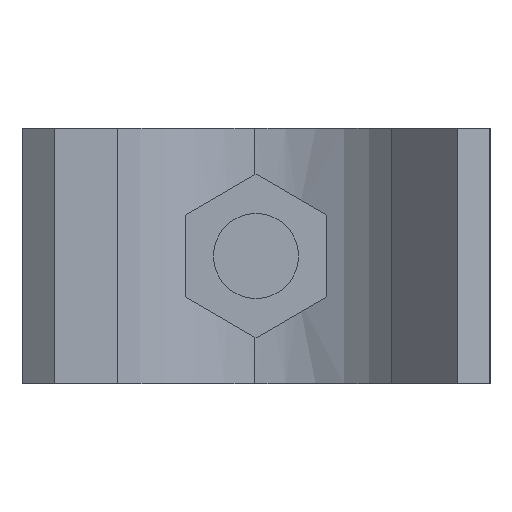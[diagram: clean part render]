
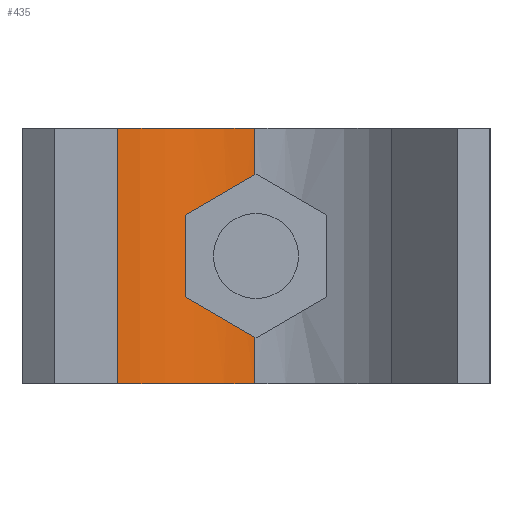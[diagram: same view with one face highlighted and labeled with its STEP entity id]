
A CAD part, left-side view. The second image highlights one B-rep face of the part: STEP entity #435.
In plain terms, the highlighted cylindrical face has radius 12.642 mm (diameter 25.285 mm), a partial arc.
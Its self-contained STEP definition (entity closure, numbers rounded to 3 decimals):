
#80 = CYLINDRICAL_SURFACE ( 'NONE', #3271, 12.642 ) ;
#129 = CARTESIAN_POINT ( 'NONE',  ( 116.371, 29.012, 9. ) ) ;
#191 = ORIENTED_EDGE ( 'NONE', *, *, #2520, .F. ) ;
#261 = CARTESIAN_POINT ( 'NONE',  ( 111.909, 38.65, 9. ) ) ;
#363 = CARTESIAN_POINT ( 'NONE',  ( 116.371, 29.012, 9. ) ) ;
#370 = CARTESIAN_POINT ( 'NONE',  ( 111.909, 38.65, 9. ) ) ;
#397 = VECTOR ( 'NONE', #445, 1000. ) ;
#419 = ORIENTED_EDGE ( 'NONE', *, *, #2015, .F. ) ;
#427 = ORIENTED_EDGE ( 'NONE', *, *, #1365, .T. ) ;
#435 = ADVANCED_FACE ( 'NONE', ( #828 ), #80, .F. ) ;
#442 = VERTEX_POINT ( 'NONE', #2208 ) ;
#443 = VECTOR ( 'NONE', #698, 1000. ) ;
#445 = DIRECTION ( 'NONE',  ( 0., 0., -1. ) ) ;
#544 = AXIS2_PLACEMENT_3D ( 'NONE', #3449, #1432, #2204 ) ;
#548 = CARTESIAN_POINT ( 'NONE',  ( 103.728, 29.012, 3. ) ) ;
#609 = VERTEX_POINT ( 'NONE', #2784 ) ;
#673 = DIRECTION ( 'NONE',  ( 1., 0., 0. ) ) ;
#674 = DIRECTION ( 'NONE',  ( 0., 0., 1. ) ) ;
#698 = DIRECTION ( 'NONE',  ( 0., 0., -1. ) ) ;
#704 = VERTEX_POINT ( 'NONE', #3351 ) ;
#742 = LINE ( 'NONE', #129, #397 ) ;
#762 = VERTEX_POINT ( 'NONE', #1505 ) ;
#828 = FACE_OUTER_BOUND ( 'NONE', #2849, .T. ) ;
#843 = AXIS2_PLACEMENT_3D ( 'NONE', #2284, #3222, #673 ) ;
#920 = EDGE_CURVE ( 'NONE', #704, #609, #2841, .T. ) ;
#932 = CIRCLE ( 'NONE', #544, 12.642 ) ;
#1116 = CARTESIAN_POINT ( 'NONE',  ( 116.033, 31.913, -3. ) ) ;
#1146 = DIRECTION ( 'NONE',  ( 1., 0., 0. ) ) ;
#1185 = EDGE_CURVE ( 'NONE', #3190, #2474, #2257, .T. ) ;
#1187 = CIRCLE ( 'NONE', #1651, 12.642 ) ;
#1365 = EDGE_CURVE ( 'NONE', #442, #2598, #1187, .T. ) ;
#1411 = DIRECTION ( 'NONE',  ( 0., 0., -1. ) ) ;
#1432 = DIRECTION ( 'NONE',  ( 0., 0., -1. ) ) ;
#1505 = CARTESIAN_POINT ( 'NONE',  ( 116.371, 29.012, 9. ) ) ;
#1543 = DIRECTION ( 'NONE',  ( 0., 0., 1. ) ) ;
#1651 = AXIS2_PLACEMENT_3D ( 'NONE', #2010, #674, #1757 ) ;
#1751 = VERTEX_POINT ( 'NONE', #2031 ) ;
#1757 = DIRECTION ( 'NONE',  ( 0., -1., 0. ) ) ;
#1874 = ORIENTED_EDGE ( 'NONE', *, *, #3343, .T. ) ;
#2006 = ORIENTED_EDGE ( 'NONE', *, *, #1185, .T. ) ;
#2010 = CARTESIAN_POINT ( 'NONE',  ( 103.728, 29.012, -3. ) ) ;
#2015 = EDGE_CURVE ( 'NONE', #442, #1751, #2272, .T. ) ;
#2031 = CARTESIAN_POINT ( 'NONE',  ( 116.371, 29.012, -9. ) ) ;
#2113 = DIRECTION ( 'NONE',  ( 0., 0., 1. ) ) ;
#2204 = DIRECTION ( 'NONE',  ( 1., 0., 0. ) ) ;
#2208 = CARTESIAN_POINT ( 'NONE',  ( 116.371, 29.012, -3. ) ) ;
#2257 = LINE ( 'NONE', #370, #443 ) ;
#2272 = LINE ( 'NONE', #363, #3180 ) ;
#2284 = CARTESIAN_POINT ( 'NONE',  ( 103.728, 29.012, 9. ) ) ;
#2319 = AXIS2_PLACEMENT_3D ( 'NONE', #548, #2113, #2960 ) ;
#2381 = ORIENTED_EDGE ( 'NONE', *, *, #2445, .F. ) ;
#2445 = EDGE_CURVE ( 'NONE', #762, #704, #742, .T. ) ;
#2474 = VERTEX_POINT ( 'NONE', #2937 ) ;
#2482 = CIRCLE ( 'NONE', #843, 12.642 ) ;
#2520 = EDGE_CURVE ( 'NONE', #3190, #762, #2482, .T. ) ;
#2598 = VERTEX_POINT ( 'NONE', #1116 ) ;
#2688 = LINE ( 'NONE', #2913, #3205 ) ;
#2757 = CARTESIAN_POINT ( 'NONE',  ( 103.728, 29.012, 9. ) ) ;
#2784 = CARTESIAN_POINT ( 'NONE',  ( 116.033, 31.913, 3. ) ) ;
#2823 = ORIENTED_EDGE ( 'NONE', *, *, #920, .F. ) ;
#2841 = CIRCLE ( 'NONE', #2319, 12.642 ) ;
#2849 = EDGE_LOOP ( 'NONE', ( #2381, #191, #2006, #1874, #419, #427, #3346, #2823 ) ) ;
#2913 = CARTESIAN_POINT ( 'NONE',  ( 116.033, 31.913, 9. ) ) ;
#2937 = CARTESIAN_POINT ( 'NONE',  ( 111.909, 38.65, -9. ) ) ;
#2960 = DIRECTION ( 'NONE',  ( 0., -1., 0. ) ) ;
#3059 = DIRECTION ( 'NONE',  ( 0., 0., -1. ) ) ;
#3180 = VECTOR ( 'NONE', #1411, 1000. ) ;
#3190 = VERTEX_POINT ( 'NONE', #261 ) ;
#3205 = VECTOR ( 'NONE', #1543, 1000. ) ;
#3222 = DIRECTION ( 'NONE',  ( 0., 0., -1. ) ) ;
#3271 = AXIS2_PLACEMENT_3D ( 'NONE', #2757, #3059, #1146 ) ;
#3284 = EDGE_CURVE ( 'NONE', #2598, #609, #2688, .T. ) ;
#3343 = EDGE_CURVE ( 'NONE', #2474, #1751, #932, .T. ) ;
#3346 = ORIENTED_EDGE ( 'NONE', *, *, #3284, .T. ) ;
#3351 = CARTESIAN_POINT ( 'NONE',  ( 116.371, 29.012, 3. ) ) ;
#3449 = CARTESIAN_POINT ( 'NONE',  ( 103.728, 29.012, -9. ) ) ;
